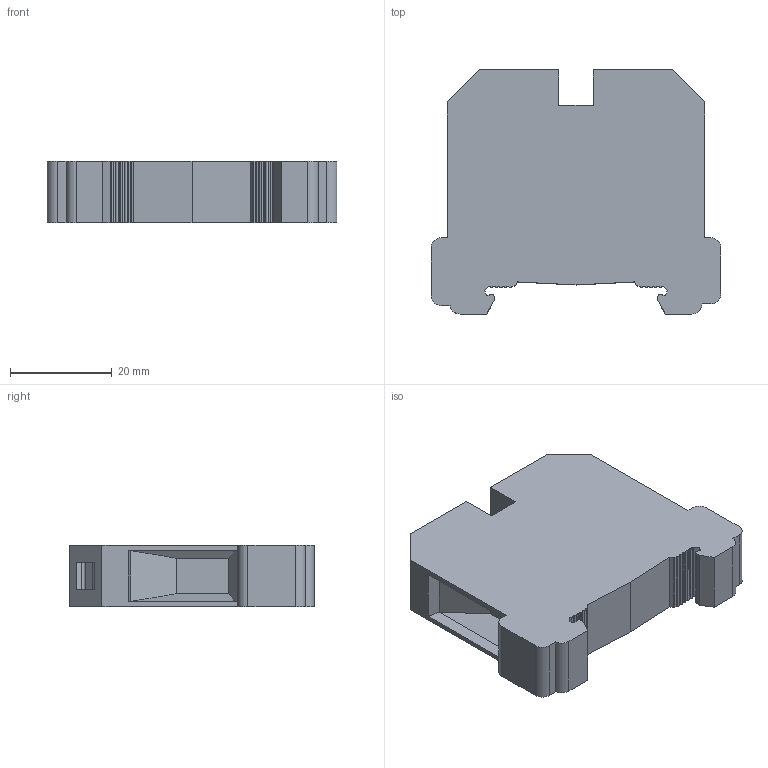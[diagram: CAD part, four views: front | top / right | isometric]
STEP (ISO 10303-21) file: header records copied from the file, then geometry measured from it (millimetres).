
FILE_DESCRIPTION((''),'2;1');
FILE_NAME('USK-16JD','2022-11-02T',('dell'),(''),'PRO/ENGINEER BY PARAMETRIC TECHNOLOGY CORPORATION, 2013230','PRO/ENGINEER BY PARAMETRIC TECHNOLOGY CORPORATION, 2013230','');
FILE_SCHEMA(('CONFIG_CONTROL_DESIGN'));
Length unit declared in the file: millimetre
Products named in the file (1): USK-16JD
Bounding box: 57 x 48 x 12 mm (x, y, z)
Volume: 23023.6 mm3; surface area: 8581.7 mm2
Topology: 1 solids, 1 shells, 134 faces, 373 edges, 246 vertices
Faces by surface type: plane 80, cylinder 54
Entity records: 4339 total; most frequent: CARTESIAN_POINT 753, DIRECTION 749, ORIENTED_EDGE 746, EDGE_CURVE 373, VECTOR 265, LINE 265, VERTEX_POINT 246, AXIS2_PLACEMENT_3D 242
